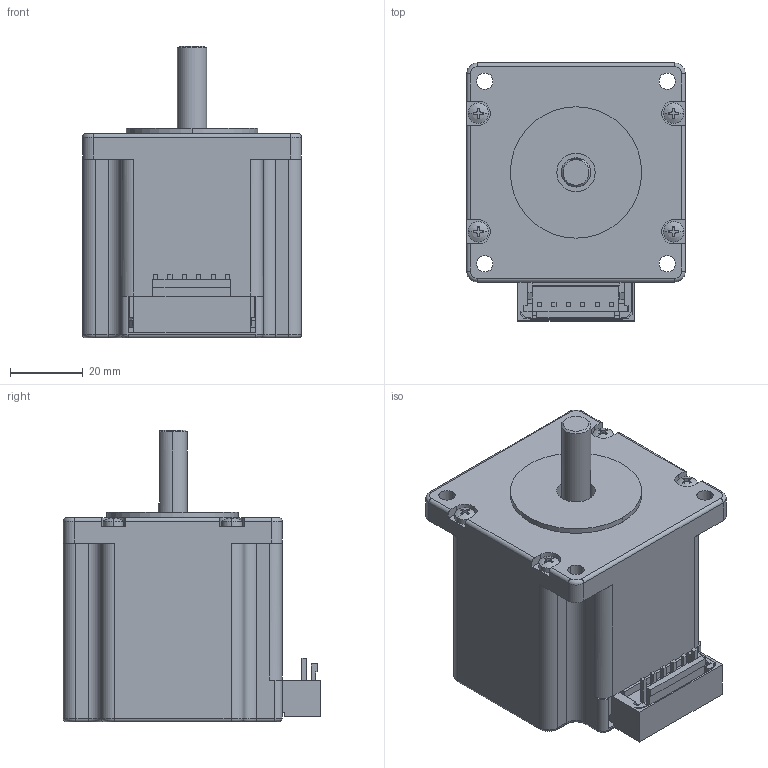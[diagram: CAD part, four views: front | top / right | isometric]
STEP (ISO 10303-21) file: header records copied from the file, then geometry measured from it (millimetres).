
FILE_DESCRIPTION((''),'2;1');
FILE_NAME('FL60STH56-2804AFC_SW0002','2021-03-18T14:44:58',('guhaibo'),(''),'CREO PARAMETRIC BY PTC INC, 2017110','CREO PARAMETRIC BY PTC INC, 2017110','');
FILE_SCHEMA(('CONFIG_CONTROL_DESIGN'));
Length unit declared in the file: millimetre
Products named in the file (1): FL60STH56-2804AFC_SW0002
Bounding box: 60 x 70.6 x 80 mm (x, y, z)
Surface area: 34517.6 mm2 (no closed solid volume)
Topology: 0 solids, 17 shells, 474 faces, 2470 edges, 1943 vertices
Faces by surface type: plane 322, cylinder 117, torus 16, sphere 8, bspline 7, cone 4
Entity records: 24971 total; most frequent: CARTESIAN_POINT 5793, DIRECTION 3737, ORIENTED_EDGE 3625, EDGE_CURVE 2466, VECTOR 1949, LINE 1949, VERTEX_POINT 1943, AXIS2_PLACEMENT_3D 894
